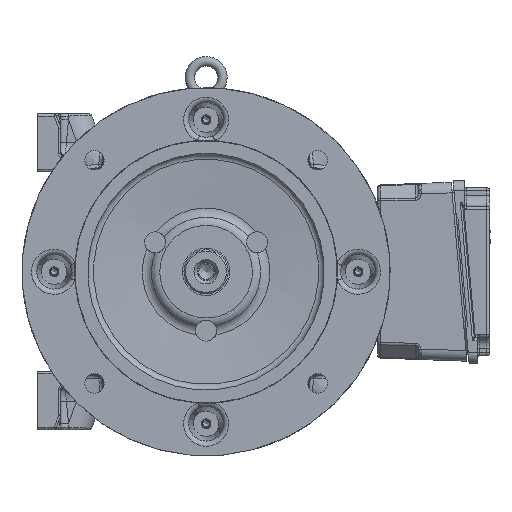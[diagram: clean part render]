
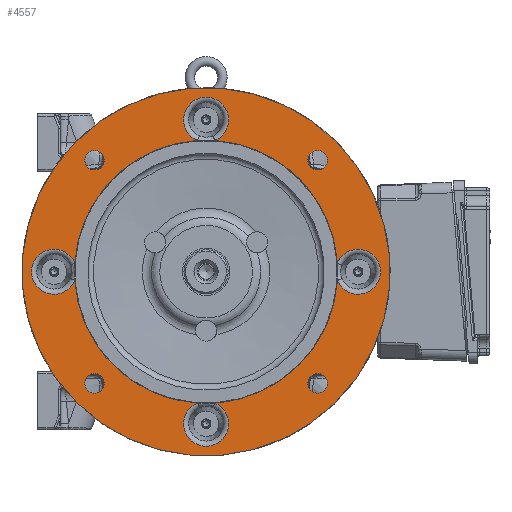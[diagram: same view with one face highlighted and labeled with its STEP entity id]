
A CAD part, left-side view. The second image highlights one B-rep face of the part: STEP entity #4557.
In plain terms, the highlighted planar face has unit normal (-1, 0, 0).
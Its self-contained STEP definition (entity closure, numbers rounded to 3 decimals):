
#4557 = ADVANCED_FACE( '', ( #11753, #11754, #11755, #11756, #11757, #11758 ), #11759, .T. );
#11753 = FACE_BOUND( '', #45098, .T. );
#11754 = FACE_BOUND( '', #45099, .T. );
#11755 = FACE_BOUND( '', #45100, .T. );
#11756 = FACE_BOUND( '', #45101, .T. );
#11757 = FACE_OUTER_BOUND( '', #45102, .T. );
#11758 = FACE_BOUND( '', #45103, .T. );
#11759 = PLANE( '', #45104 );
#45098 = EDGE_LOOP( '', ( #159746 ) );
#45099 = EDGE_LOOP( '', ( #159747 ) );
#45100 = EDGE_LOOP( '', ( #159748 ) );
#45101 = EDGE_LOOP( '', ( #159749 ) );
#45102 = EDGE_LOOP( '', ( #159750 ) );
#45103 = EDGE_LOOP( '', ( #159751, #159752, #159753, #159754, #159755, #159756, #159757, #159758 ) );
#45104 = AXIS2_PLACEMENT_3D( '', #159759, #159760, #159761 );
#159746 = ORIENTED_EDGE( '', *, *, #182223, .T. );
#159747 = ORIENTED_EDGE( '', *, *, #182224, .T. );
#159748 = ORIENTED_EDGE( '', *, *, #182225, .T. );
#159749 = ORIENTED_EDGE( '', *, *, #182226, .T. );
#159750 = ORIENTED_EDGE( '', *, *, #180033, .T. );
#159751 = ORIENTED_EDGE( '', *, *, #182227, .F. );
#159752 = ORIENTED_EDGE( '', *, *, #179666, .T. );
#159753 = ORIENTED_EDGE( '', *, *, #182228, .F. );
#159754 = ORIENTED_EDGE( '', *, *, #182229, .T. );
#159755 = ORIENTED_EDGE( '', *, *, #182230, .F. );
#159756 = ORIENTED_EDGE( '', *, *, #180210, .T. );
#159757 = ORIENTED_EDGE( '', *, *, #182231, .F. );
#159758 = ORIENTED_EDGE( '', *, *, #182011, .T. );
#159759 = CARTESIAN_POINT( '', ( -213., -120.741, 32.352 ) );
#159760 = DIRECTION( '', ( -1., 0., 0. ) );
#159761 = DIRECTION( '', ( 0., -0.259, -0.966 ) );
#179666 = EDGE_CURVE( '', #190888, #190893, #190895, .F. );
#180033 = EDGE_CURVE( '', #191527, #191527, #191528, .T. );
#180210 = EDGE_CURVE( '', #191824, #191829, #191831, .F. );
#182011 = EDGE_CURVE( '', #194795, #194800, #194802, .F. );
#182223 = EDGE_CURVE( '', #195131, #195131, #195132, .T. );
#182224 = EDGE_CURVE( '', #195133, #195133, #195134, .T. );
#182225 = EDGE_CURVE( '', #195135, #195135, #195136, .T. );
#182226 = EDGE_CURVE( '', #195137, #195137, #195138, .T. );
#182227 = EDGE_CURVE( '', #190888, #194800, #195139, .T. );
#182228 = EDGE_CURVE( '', #191937, #190893, #195140, .T. );
#182229 = EDGE_CURVE( '', #191937, #191933, #195141, .F. );
#182230 = EDGE_CURVE( '', #191824, #191933, #195142, .T. );
#182231 = EDGE_CURVE( '', #194795, #191829, #195143, .T. );
#190888 = VERTEX_POINT( '', #211923 );
#190893 = VERTEX_POINT( '', #211928 );
#190895 = CIRCLE( '', #211930, 21.397 );
#191527 = VERTEX_POINT( '', #214366 );
#191528 = CIRCLE( '', #214367, 175. );
#191824 = VERTEX_POINT( '', #216142 );
#191829 = VERTEX_POINT( '', #216147 );
#191831 = CIRCLE( '', #216149, 21.397 );
#191933 = VERTEX_POINT( '', #216685 );
#191937 = VERTEX_POINT( '', #216733 );
#194795 = VERTEX_POINT( '', #231367 );
#194800 = VERTEX_POINT( '', #231372 );
#194802 = CIRCLE( '', #231374, 21.397 );
#195131 = VERTEX_POINT( '', #232677 );
#195132 = CIRCLE( '', #232678, 9.25 );
#195133 = VERTEX_POINT( '', #232679 );
#195134 = CIRCLE( '', #232680, 9.25 );
#195135 = VERTEX_POINT( '', #232681 );
#195136 = CIRCLE( '', #232682, 9.25 );
#195137 = VERTEX_POINT( '', #232683 );
#195138 = CIRCLE( '', #232684, 9.25 );
#195139 = CIRCLE( '', #232685, 125. );
#195140 = CIRCLE( '', #232686, 125. );
#195141 = CIRCLE( '', #232687, 21.397 );
#195142 = CIRCLE( '', #232688, 125. );
#195143 = CIRCLE( '', #232689, 125. );
#211923 = CARTESIAN_POINT( '', ( -213., 124.732, -8.188 ) );
#211928 = CARTESIAN_POINT( '', ( -213., 124.732, 8.188 ) );
#211930 = AXIS2_PLACEMENT_3D( '', #283319, #283320, #283321 );
#214366 = CARTESIAN_POINT( '', ( -213., -45.293, -169.037 ) );
#214367 = AXIS2_PLACEMENT_3D( '', #283790, #283791, #283792 );
#216142 = CARTESIAN_POINT( '', ( -213., -124.732, 8.188 ) );
#216147 = CARTESIAN_POINT( '', ( -213., -124.732, -8.188 ) );
#216149 = AXIS2_PLACEMENT_3D( '', #283964, #283965, #283966 );
#216685 = CARTESIAN_POINT( '', ( -213., -8.188, 124.732 ) );
#216733 = CARTESIAN_POINT( '', ( -213., 8.188, 124.732 ) );
#231367 = CARTESIAN_POINT( '', ( -213., -8.188, -124.732 ) );
#231372 = CARTESIAN_POINT( '', ( -213., 8.188, -124.732 ) );
#231374 = AXIS2_PLACEMENT_3D( '', #286126, #286127, #286128 );
#232677 = CARTESIAN_POINT( '', ( -213., -97.131, 103.672 ) );
#232678 = AXIS2_PLACEMENT_3D( '', #286380, #286381, #286382 );
#232679 = CARTESIAN_POINT( '', ( -213., 103.672, 97.131 ) );
#232680 = AXIS2_PLACEMENT_3D( '', #286383, #286384, #286385 );
#232681 = CARTESIAN_POINT( '', ( -213., 97.131, -103.672 ) );
#232682 = AXIS2_PLACEMENT_3D( '', #286386, #286387, #286388 );
#232683 = CARTESIAN_POINT( '', ( -213., -103.672, -97.131 ) );
#232684 = AXIS2_PLACEMENT_3D( '', #286389, #286390, #286391 );
#232685 = AXIS2_PLACEMENT_3D( '', #286392, #286393, #286394 );
#232686 = AXIS2_PLACEMENT_3D( '', #286395, #286396, #286397 );
#232687 = AXIS2_PLACEMENT_3D( '', #286398, #286399, #286400 );
#232688 = AXIS2_PLACEMENT_3D( '', #286401, #286402, #286403 );
#232689 = AXIS2_PLACEMENT_3D( '', #286404, #286405, #286406 );
#283319 = CARTESIAN_POINT( '', ( -213., 144.5, 0. ) );
#283320 = DIRECTION( '', ( -1., 0., 0. ) );
#283321 = DIRECTION( '', ( 0., -0.259, -0.966 ) );
#283790 = CARTESIAN_POINT( '', ( -213., 0., 0. ) );
#283791 = DIRECTION( '', ( -1., 0., 0. ) );
#283792 = DIRECTION( '', ( 0., -0.259, -0.966 ) );
#283964 = CARTESIAN_POINT( '', ( -213., -144.5, 0. ) );
#283965 = DIRECTION( '', ( -1., 0., 0. ) );
#283966 = DIRECTION( '', ( 0., -0.259, -0.966 ) );
#286126 = CARTESIAN_POINT( '', ( -213., 0., -144.5 ) );
#286127 = DIRECTION( '', ( -1., 0., 0. ) );
#286128 = DIRECTION( '', ( 0., -0.259, -0.966 ) );
#286380 = CARTESIAN_POINT( '', ( -213., -106.066, 106.066 ) );
#286381 = DIRECTION( '', ( 1., 0., 0. ) );
#286382 = DIRECTION( '', ( 0., 0.966, -0.259 ) );
#286383 = CARTESIAN_POINT( '', ( -213., 106.066, 106.066 ) );
#286384 = DIRECTION( '', ( 1., 0., 0. ) );
#286385 = DIRECTION( '', ( 0., -0.259, -0.966 ) );
#286386 = CARTESIAN_POINT( '', ( -213., 106.066, -106.066 ) );
#286387 = DIRECTION( '', ( 1., 0., 0. ) );
#286388 = DIRECTION( '', ( 0., -0.966, 0.259 ) );
#286389 = CARTESIAN_POINT( '', ( -213., -106.066, -106.066 ) );
#286390 = DIRECTION( '', ( 1., 0., 0. ) );
#286391 = DIRECTION( '', ( 0., 0.259, 0.966 ) );
#286392 = CARTESIAN_POINT( '', ( -213., 0., 0. ) );
#286393 = DIRECTION( '', ( -1., 0., 0. ) );
#286394 = DIRECTION( '', ( 0., -0.259, -0.966 ) );
#286395 = CARTESIAN_POINT( '', ( -213., 0., 0. ) );
#286396 = DIRECTION( '', ( -1., 0., 0. ) );
#286397 = DIRECTION( '', ( 0., -0.259, -0.966 ) );
#286398 = CARTESIAN_POINT( '', ( -213., 0., 144.5 ) );
#286399 = DIRECTION( '', ( -1., 0., 0. ) );
#286400 = DIRECTION( '', ( 0., -0.259, -0.966 ) );
#286401 = CARTESIAN_POINT( '', ( -213., 0., 0. ) );
#286402 = DIRECTION( '', ( -1., 0., 0. ) );
#286403 = DIRECTION( '', ( 0., -0.259, -0.966 ) );
#286404 = CARTESIAN_POINT( '', ( -213., 0., 0. ) );
#286405 = DIRECTION( '', ( -1., 0., 0. ) );
#286406 = DIRECTION( '', ( 0., -0.259, -0.966 ) );
